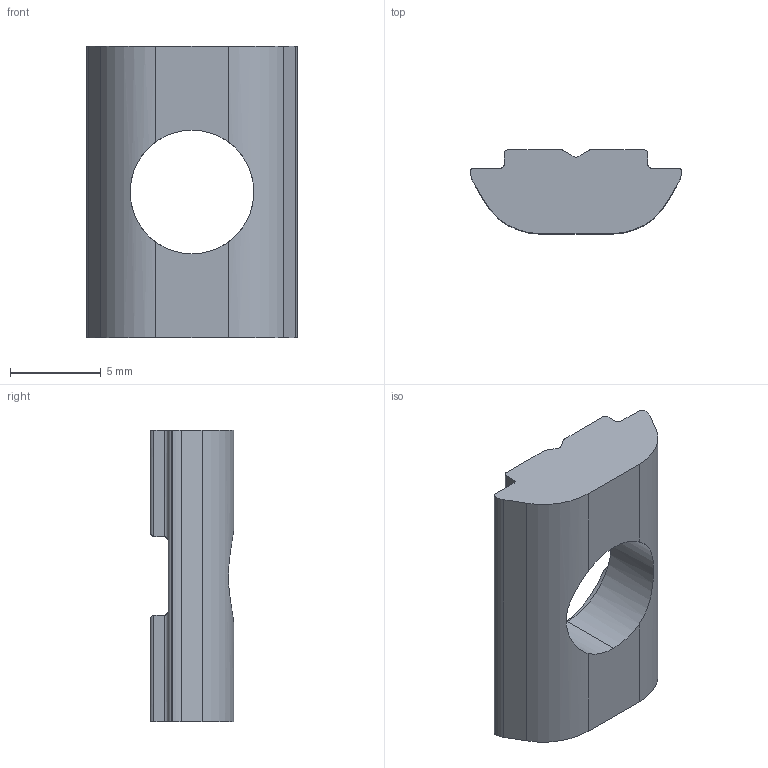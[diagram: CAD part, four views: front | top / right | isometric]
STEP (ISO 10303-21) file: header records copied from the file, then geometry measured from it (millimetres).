
FILE_DESCRIPTION (( 'STEP AP214' ), '1' );
FILE_NAME ('096318.STEP', '2014-08-18T08:18:53', ( '' ), ( '' ), 'SwSTEP 2.0', 'SolidWorks 2014', '' );
FILE_SCHEMA (( 'AUTOMOTIVE_DESIGN' ));
Length unit declared in the file: millimetre
Products named in the file (1): 096318
Bounding box: 11.6 x 4.6 x 16 mm (x, y, z)
Volume: 491.6 mm3; surface area: 555.7 mm2
Topology: 1 solids, 1 shells, 45 faces, 132 edges, 88 vertices
Faces by surface type: cylinder 24, plane 21
Entity records: 1648 total; most frequent: CARTESIAN_POINT 394, ORIENTED_EDGE 264, DIRECTION 242, EDGE_CURVE 132, VERTEX_POINT 88, AXIS2_PLACEMENT_3D 84, LINE 74, VECTOR 74
